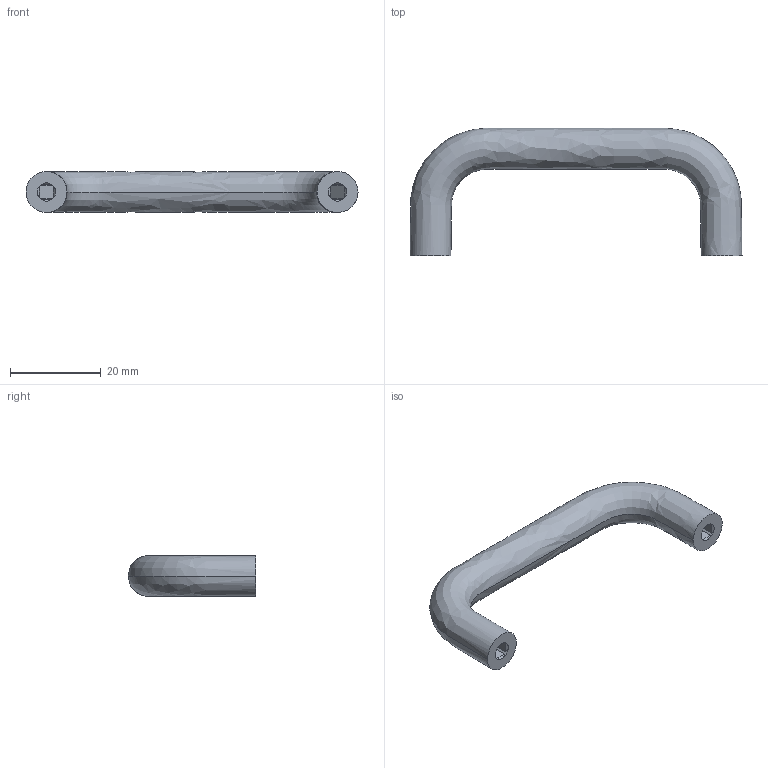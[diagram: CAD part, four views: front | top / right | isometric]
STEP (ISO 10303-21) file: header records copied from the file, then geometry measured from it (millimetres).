
FILE_DESCRIPTION(('Creo Elements/Direct Modeling STEP Export'),'2;1');
FILE_NAME('0287-73.stp','2018-11-29T11:55:24',(''),(''),'Creo Elements/Direct Modeling STEP processor for AP214 (Solid Model)','Creo Elements/Direct Modeling 20.0 12-Nov-2016 (C) Parametric Technology GmbH','');
FILE_SCHEMA(('AUTOMOTIVE_DESIGN { 1 0 10303 214 1 1 1 1 }'));
Length unit declared in the file: millimetre
Products named in the file (1): KU-1563
Bounding box: 73 x 28 x 9 mm (x, y, z)
Volume: 6128 mm3; surface area: 3297.9 mm2
Topology: 1 solids, 1 shells, 30 faces, 72 edges, 46 vertices
Faces by surface type: plane 20, cylinder 8, bspline 2
Entity records: 2625 total; most frequent: CARTESIAN_POINT 2000, ORIENTED_EDGE 144, DIRECTION 96, EDGE_CURVE 72, VERTEX_POINT 46, AXIS2_PLACEMENT_3D 40, EDGE_LOOP 32, FACE_OUTER_BOUND 30
